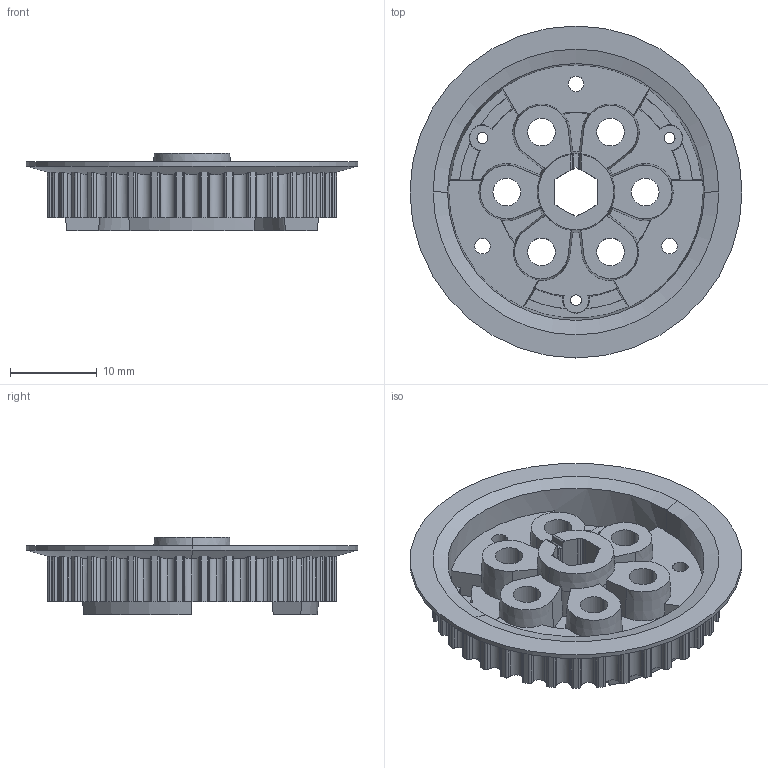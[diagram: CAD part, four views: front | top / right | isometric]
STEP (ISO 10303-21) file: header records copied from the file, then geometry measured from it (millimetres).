
FILE_DESCRIPTION (( 'STEP AP203' ), '1' );
FILE_NAME ('REV-41-1673.STEP', '2019-08-01T21:19:18', ( '' ), ( '' ), 'SwSTEP 2.0', 'SolidWorks 2018', '' );
FILE_SCHEMA (( 'CONFIG_CONTROL_DESIGN' ));
Length unit declared in the file: millimetre
Products named in the file (1): REV-41-1673
Bounding box: 38.38 x 38.38 x 9 mm (x, y, z)
Volume: 3193.9 mm3; surface area: 4705 mm2
Topology: 1 solids, 1 shells, 466 faces, 1373 edges, 910 vertices
Faces by surface type: cylinder 301, plane 115, cone 50
Entity records: 16579 total; most frequent: CARTESIAN_POINT 4165, ORIENTED_EDGE 2746, DIRECTION 2535, EDGE_CURVE 1373, AXIS2_PLACEMENT_3D 1047, VERTEX_POINT 910, CIRCLE 580, EDGE_LOOP 493
